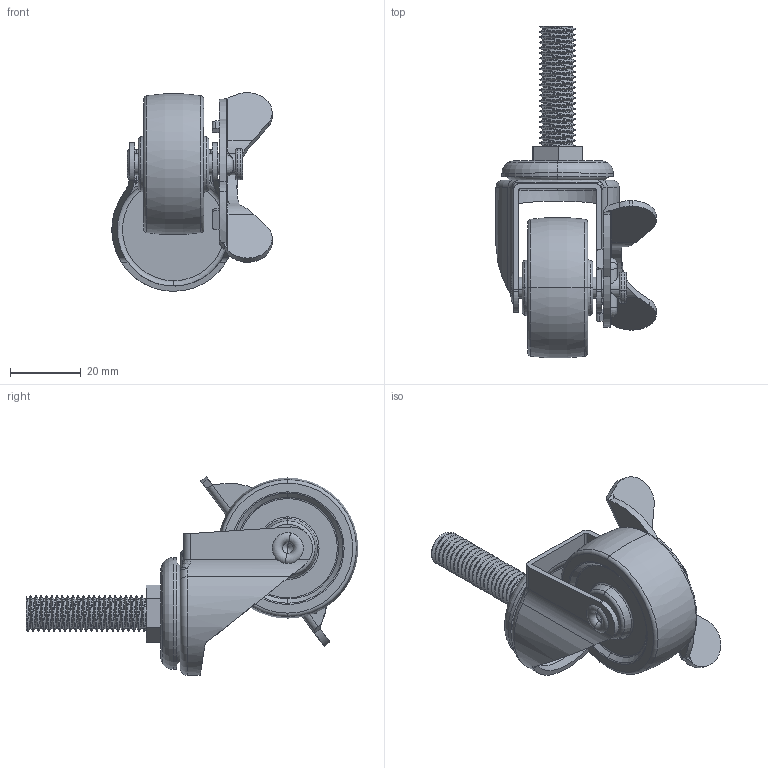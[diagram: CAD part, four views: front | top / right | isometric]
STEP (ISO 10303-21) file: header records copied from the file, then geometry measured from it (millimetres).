
FILE_DESCRIPTION (( 'STEP AP203' ), '1' );
FILE_NAME ('蹟伢M10X34.STEP', '2026-01-09T08:06:13', ( '' ), ( '' ), 'SwSTEP 2.0', 'SolidWorks 2021', '' );
FILE_SCHEMA (( 'CONFIG_CONTROL_DESIGN' ));
Length unit declared in the file: millimetre
Products named in the file (5): 2渡怳啣_蕼偞; 1.5渡25炵蹈魂雄殤; 1.5渡晦謫; 蹟伢M10X34; 輪子鉚釘_預設
Assembly tree (4 placements, depth 2):
  蹟伢M10X34
    1.5渡晦謫
    1.5渡25炵蹈魂雄殤
    輪子鉚釘_預設
    2渡怳啣_蕼偞
Bounding box: 45.39 x 94.02 x 56.26 mm (x, y, z)
Volume: 33424.7 mm3; surface area: 17490.6 mm2
Topology: 4 solids, 5 shells, 376 faces, 976 edges, 624 vertices
Faces by surface type: plane 143, cylinder 115, torus 60, bspline 46, cone 10, sphere 2
Entity records: 18000 total; most frequent: CARTESIAN_POINT 8867, ORIENTED_EDGE 1940, DIRECTION 1636, EDGE_CURVE 970, VERTEX_POINT 624, AXIS2_PLACEMENT_3D 583, VECTOR 470, LINE 470
